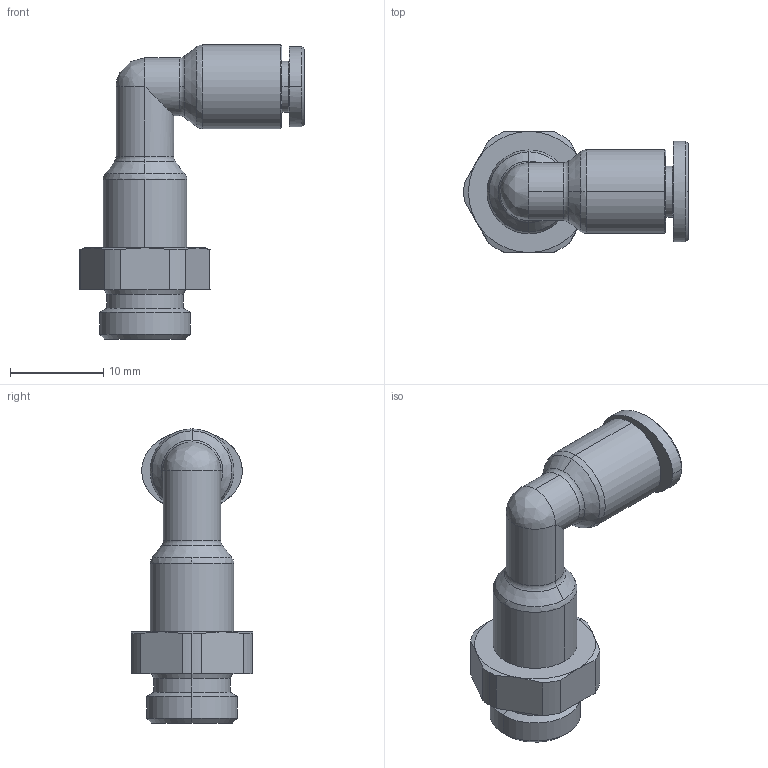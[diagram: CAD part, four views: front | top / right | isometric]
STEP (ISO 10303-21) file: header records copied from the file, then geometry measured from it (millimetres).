
FILE_DESCRIPTION (( 'STEP AP214' ), '1' );
FILE_NAME ('PLLP04-G01.stp', '2015-09-11T14:56:44', ( '' ), ( '' ), 'SwSTEP 2.0', 'SolidWorks 2015', '' );
FILE_SCHEMA (( 'AUTOMOTIVE_DESIGN' ));
Length unit declared in the file: millimetre
Products named in the file (2): PLLP04-G01; ｦ+ﾃｦ1
Assembly tree (1 placements, depth 2):
  PLLP04-G01
    ｦ+ﾃｦ1
Bounding box: 24.1 x 13 x 31.6 mm (x, y, z)
Volume: 2198.3 mm3; surface area: 1997.4 mm2
Topology: 1 solids, 1 shells, 439 faces, 1223 edges, 804 vertices
Faces by surface type: plane 340, bspline 35, cylinder 31, cone 29, torus 4
Entity records: 15461 total; most frequent: CARTESIAN_POINT 3669, ORIENTED_EDGE 2440, DIRECTION 2062, EDGE_CURVE 1220, LINE 1018, VECTOR 1018, VERTEX_POINT 804, AXIS2_PLACEMENT_3D 522
